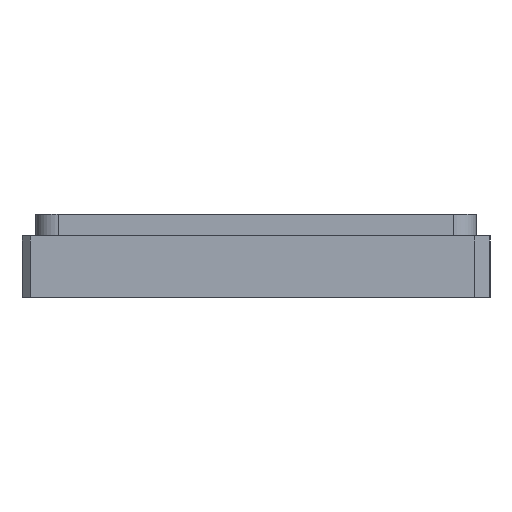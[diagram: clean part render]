
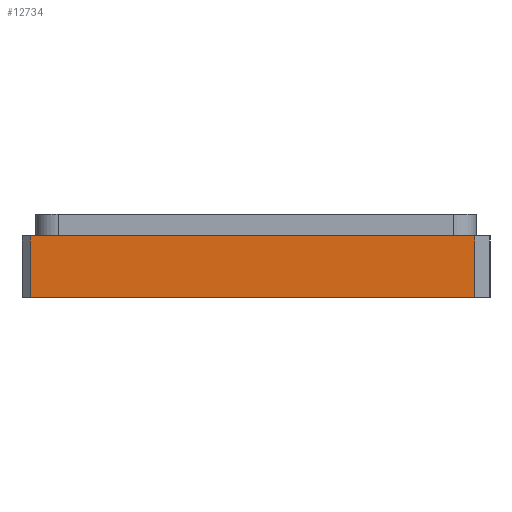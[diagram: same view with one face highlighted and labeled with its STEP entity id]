
A CAD part, left-side view. The second image highlights one B-rep face of the part: STEP entity #12734.
In plain terms, the highlighted planar face has unit normal (-1, 0, 0).
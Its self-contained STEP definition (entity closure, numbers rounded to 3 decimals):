
#11308=CARTESIAN_POINT('POINT709',(-5.577,1.349,0.37));
#11309=VERTEX_POINT('VERTEX709',#11308);
#11316=CARTESIAN_POINT('POINT710',(-5.577,-1.309,
   0.37));
#11317=VERTEX_POINT('VERTEX710',#11316);
#11318=CARTESIAN_POINT('POS1309',(-5.577,0.59,
   0.37));
#11319=DIRECTION('DIR1949',(0.,1.,0.));
#11320=VECTOR('VEC669',#11319,1.);
#11321=LINE('STRAIGHT669',#11318,#11320);
#11322=EDGE_CURVE('EDGE1021',#11309,#11317,#11321,.F.);
#12448=CARTESIAN_POINT('POINT773',(-5.577,-1.309,
   0.));
#12449=VERTEX_POINT('VERTEX773',#12448);
#12450=CARTESIAN_POINT('POS1394',(-5.577,-1.309,
   0.5));
#12451=DIRECTION('DIR2105',(0.,0.,-1.));
#12452=VECTOR('VEC683',#12451,1.);
#12453=LINE('STRAIGHT683',#12450,#12452);
#12454=EDGE_CURVE('EDGE1083',#11317,#12449,#12453,.T.);
#12696=CARTESIAN_POINT('POINT784',(-5.577,1.349,
   0.));
#12697=VERTEX_POINT('VERTEX784',#12696);
#12704=CARTESIAN_POINT('POS1426',(-5.577,1.349,
   0.5));
#12705=DIRECTION('DIR2147',(0.,0.,-1.));
#12706=VECTOR('VEC705',#12705,1.);
#12707=LINE('STRAIGHT705',#12704,#12706);
#12708=EDGE_CURVE('EDGE1105',#12697,#11309,#12707,.F.);
#12718=ORIENTED_EDGE('COEDGE2150',*,*,#11322,.F.);
#12719=ORIENTED_EDGE('COEDGE2151',*,*,#12708,.F.);
#12720=CARTESIAN_POINT('POS1428',(-5.577,-0.077,
   0.));
#12721=DIRECTION('DIR2150',(0.,1.,0.));
#12722=VECTOR('VEC706',#12721,1.);
#12723=LINE('STRAIGHT706',#12720,#12722);
#12724=EDGE_CURVE('EDGE1106',#12449,#12697,#12723,.T.);
#12725=ORIENTED_EDGE('COEDGE2152',*,*,#12724,.F.);
#12726=ORIENTED_EDGE('COEDGE2153',*,*,#12454,.F.);
#12727=EDGE_LOOP('NONE',(#12718,#12719,#12725,#12726));
#12728=FACE_BOUND('LOOP1',#12727,.T.);
#12729=CARTESIAN_POINT('POS1429',(-5.577,-0.001,
   0.5));
#12730=DIRECTION('DIR2151',(1.,0.,0.));
#12731=DIRECTION('DIR2152',(0.,1.,0.));
#12732=AXIS2_PLACEMENT_3D('AXIS723',#12729,#12730,#12731);
#12733=PLANE('PLANE219',#12732);
#12734=ADVANCED_FACE('FACE403',(#12728),#12733,.F.);
